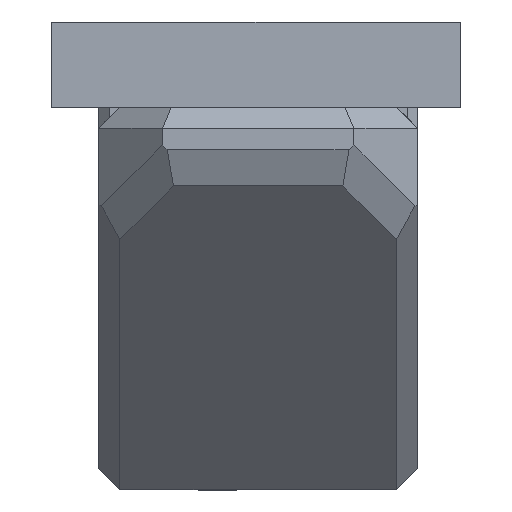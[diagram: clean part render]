
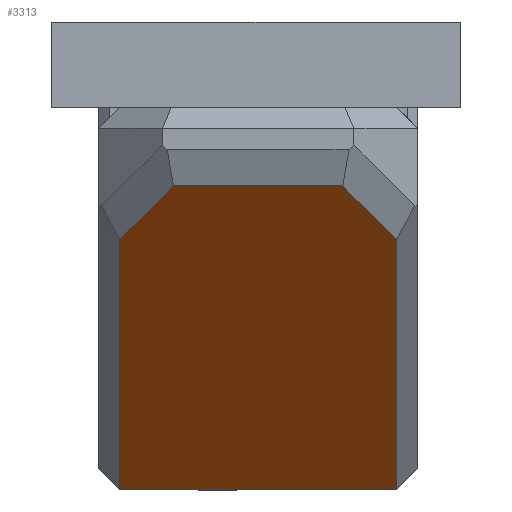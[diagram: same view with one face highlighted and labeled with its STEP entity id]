
A CAD part, left-side view. The second image highlights one B-rep face of the part: STEP entity #3313.
In plain terms, the highlighted face is planar.
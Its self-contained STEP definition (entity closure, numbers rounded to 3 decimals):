
#452=FACE_OUTER_BOUND('',#645,.T.);
#645=EDGE_LOOP('',(#2883,#2884,#2885,#2886,#2887,#2888));
#916=LINE('',#5727,#1218);
#920=LINE('',#5734,#1222);
#924=LINE('',#5742,#1226);
#929=LINE('',#5752,#1231);
#932=LINE('',#5757,#1234);
#938=LINE('',#5771,#1240);
#1218=VECTOR('',#4471,10.);
#1222=VECTOR('',#4477,10.);
#1226=VECTOR('',#4483,10.);
#1231=VECTOR('',#4490,10.);
#1234=VECTOR('',#4495,10.);
#1240=VECTOR('',#4513,10.);
#1562=VERTEX_POINT('',#5725);
#1563=VERTEX_POINT('',#5726);
#1565=VERTEX_POINT('',#5733);
#1568=VERTEX_POINT('',#5741);
#1572=VERTEX_POINT('',#5751);
#1573=VERTEX_POINT('',#5756);
#2003=EDGE_CURVE('',#1562,#1563,#916,.T.);
#2007=EDGE_CURVE('',#1563,#1565,#920,.T.);
#2011=EDGE_CURVE('',#1565,#1568,#924,.T.);
#2016=EDGE_CURVE('',#1568,#1572,#929,.T.);
#2019=EDGE_CURVE('',#1572,#1573,#932,.T.);
#2027=EDGE_CURVE('',#1573,#1562,#938,.T.);
#2883=ORIENTED_EDGE('',*,*,#2019,.F.);
#2884=ORIENTED_EDGE('',*,*,#2016,.F.);
#2885=ORIENTED_EDGE('',*,*,#2011,.F.);
#2886=ORIENTED_EDGE('',*,*,#2007,.F.);
#2887=ORIENTED_EDGE('',*,*,#2003,.F.);
#2888=ORIENTED_EDGE('',*,*,#2027,.F.);
#3139=PLANE('',#3669);
#3313=ADVANCED_FACE('',(#452),#3139,.T.);
#3669=AXIS2_PLACEMENT_3D('',#5770,#4511,#4512);
#4471=DIRECTION('',(0.707,0.707,0.));
#4477=DIRECTION('',(0.577,0.577,-0.577));
#4483=DIRECTION('',(0.,0.,-1.));
#4490=DIRECTION('',(-0.577,-0.577,-0.577));
#4495=DIRECTION('',(-0.707,-0.707,0.));
#4511=DIRECTION('center_axis',(0.707,-0.707,0.));
#4512=DIRECTION('ref_axis',(0.707,0.707,0.));
#4513=DIRECTION('',(0.,0.,1.));
#5725=CARTESIAN_POINT('',(-4.8,-21.5,14.));
#5726=CARTESIAN_POINT('',(6.975,-9.725,14.));
#5727=CARTESIAN_POINT('',(-8.625,-25.325,14.));
#5733=CARTESIAN_POINT('',(9.493,-7.207,11.482));
#5734=CARTESIAN_POINT('',(6.75,-9.95,14.225));
#5741=CARTESIAN_POINT('',(9.493,-7.207,3.518));
#5742=CARTESIAN_POINT('',(9.493,-7.207,0.));
#5751=CARTESIAN_POINT('',(6.975,-9.725,1.));
#5752=CARTESIAN_POINT('',(4.25,-12.45,-1.725));
#5756=CARTESIAN_POINT('',(-4.8,-21.5,1.));
#5757=CARTESIAN_POINT('',(-8.625,-25.325,1.));
#5770=CARTESIAN_POINT('Origin',(-4.8,-21.5,0.));
#5771=CARTESIAN_POINT('',(-4.8,-21.5,0.));
